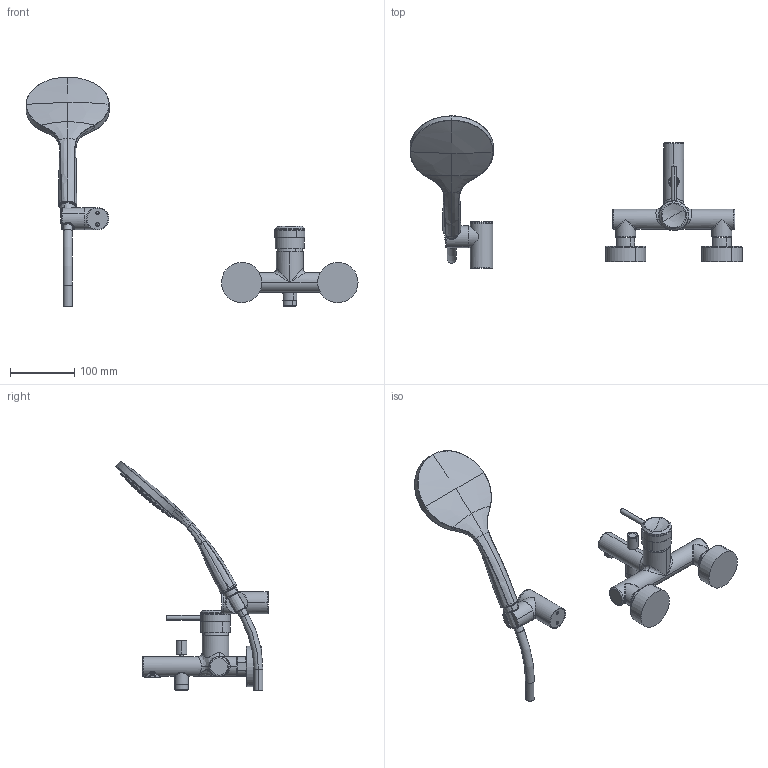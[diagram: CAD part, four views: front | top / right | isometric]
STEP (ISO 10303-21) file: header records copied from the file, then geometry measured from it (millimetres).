
FILE_DESCRIPTION(('CATIA V5 STEP Exchange','CAx-IF Rec.Pracs.--- Model Styling and Organization---1.5--- 2016-08-15','CAx-IF Rec.Pracs.---Supplemental Geometry---1.0---2011-11-01','CAx-IF Rec.Pracs.--- Composite Materials ---3.4---2017-06-13','CAx-IF Rec.Pracs.---Tessellated 3D Geometry---1.0---2015-12-17'),'2;1');
FILE_NAME('CR000123xx - rendering.stp','2024-01-31T14:20:28+00:00',('none'),('none'),'CATIA Version 5-6 Release 2020 SP2','CATIA V5 STEP AP242 v2','none');
FILE_SCHEMA(('AP242_MANAGED_MODEL_BASED_3D_ENGINEERING_MIM_LF {1 0 10303 442 1 1 4}'));
Products named in the file (1): PR.0399.37_AllCATPart
Bounding box: 518.06 x 237.37 x 358.74 mm (x, y, z)
Volume: 737244.3 mm3; surface area: 216883 mm2
Topology: 6 solids, 16 shells, 2991 faces, 8082 edges, 5109 vertices
Faces by surface type: torus 1060, cone 618, bspline 446, cylinder 415, plane 355, sphere 97
Entity records: 159711 total; most frequent: CARTESIAN_POINT 94521, ORIENTED_EDGE 16084, DIRECTION 8805, EDGE_CURVE 8042, AXIS2_PLACEMENT_3D 5137, VERTEX_POINT 5109, B_SPLINE_CURVE_WITH_KNOTS 3902, EDGE_LOOP 3263
